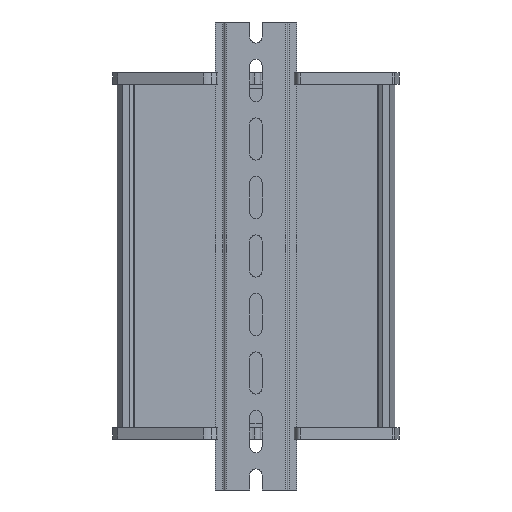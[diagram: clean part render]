
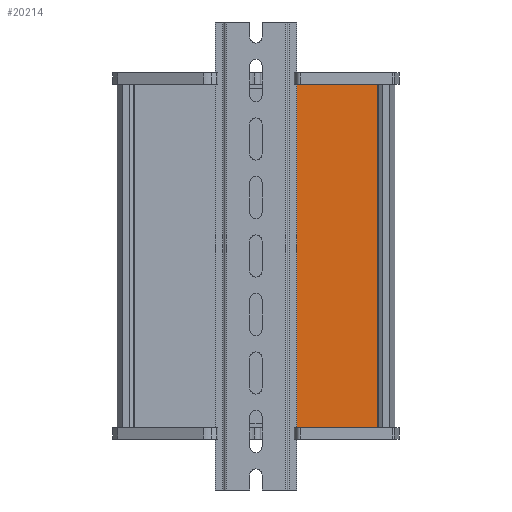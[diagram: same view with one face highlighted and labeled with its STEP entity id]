
A CAD part, front view. The second image highlights one B-rep face of the part: STEP entity #20214.
In plain terms, the highlighted planar face has unit normal (0, -1, 0).
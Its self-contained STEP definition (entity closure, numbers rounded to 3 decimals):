
#927 = EDGE_CURVE ( 'NONE', #12004, #19196, #19201, .T. ) ;
#2054 = CARTESIAN_POINT ( 'NONE',  ( 6.025, -1.653, 0. ) ) ;
#2214 = ORIENTED_EDGE ( 'NONE', *, *, #8438, .F. ) ;
#2413 = CARTESIAN_POINT ( 'NONE',  ( 51.609, -1.653, -150. ) ) ;
#2539 = DIRECTION ( 'NONE',  ( 1., 0., 0. ) ) ;
#3311 = AXIS2_PLACEMENT_3D ( 'NONE', #12086, #8076, #21806 ) ;
#3655 = VERTEX_POINT ( 'NONE', #9918 ) ;
#4530 = LINE ( 'NONE', #2054, #9416 ) ;
#6222 = CARTESIAN_POINT ( 'NONE',  ( 6.025, -1.653, -150. ) ) ;
#8076 = DIRECTION ( 'NONE',  ( 0., -1., 0. ) ) ;
#8438 = EDGE_CURVE ( 'NONE', #12004, #10809, #11648, .T. ) ;
#9416 = VECTOR ( 'NONE', #23667, 1000. ) ;
#9918 = CARTESIAN_POINT ( 'NONE',  ( 51.609, -1.653, 0. ) ) ;
#10559 = DIRECTION ( 'NONE',  ( 0., 0., 1. ) ) ;
#10809 = VERTEX_POINT ( 'NONE', #19398 ) ;
#11452 = FACE_OUTER_BOUND ( 'NONE', #18047, .T. ) ;
#11632 = CARTESIAN_POINT ( 'NONE',  ( 6.025, -1.653, -150. ) ) ;
#11648 = LINE ( 'NONE', #12182, #17688 ) ;
#11757 = ORIENTED_EDGE ( 'NONE', *, *, #24873, .T. ) ;
#11929 = VECTOR ( 'NONE', #2539, 1000. ) ;
#12004 = VERTEX_POINT ( 'NONE', #11632 ) ;
#12086 = CARTESIAN_POINT ( 'NONE',  ( 6.025, -1.653, -150. ) ) ;
#12182 = CARTESIAN_POINT ( 'NONE',  ( 6.025, -1.653, -150. ) ) ;
#13350 = PLANE ( 'NONE',  #3311 ) ;
#16595 = VECTOR ( 'NONE', #10559, 1000. ) ;
#17688 = VECTOR ( 'NONE', #22245, 1000. ) ;
#17734 = CARTESIAN_POINT ( 'NONE',  ( 51.609, -1.653, -150. ) ) ;
#18047 = EDGE_LOOP ( 'NONE', ( #18752, #2214, #21768, #11757 ) ) ;
#18752 = ORIENTED_EDGE ( 'NONE', *, *, #22816, .F. ) ;
#19196 = VERTEX_POINT ( 'NONE', #17734 ) ;
#19201 = LINE ( 'NONE', #6222, #11929 ) ;
#19398 = CARTESIAN_POINT ( 'NONE',  ( 6.025, -1.653, 0. ) ) ;
#20214 = ADVANCED_FACE ( 'NONE', ( #11452 ), #13350, .T. ) ;
#21768 = ORIENTED_EDGE ( 'NONE', *, *, #927, .T. ) ;
#21806 = DIRECTION ( 'NONE',  ( 0., 0., -1. ) ) ;
#21829 = LINE ( 'NONE', #2413, #16595 ) ;
#22245 = DIRECTION ( 'NONE',  ( 0., 0., 1. ) ) ;
#22816 = EDGE_CURVE ( 'NONE', #10809, #3655, #4530, .T. ) ;
#23667 = DIRECTION ( 'NONE',  ( 1., 0., 0. ) ) ;
#24873 = EDGE_CURVE ( 'NONE', #19196, #3655, #21829, .T. ) ;
